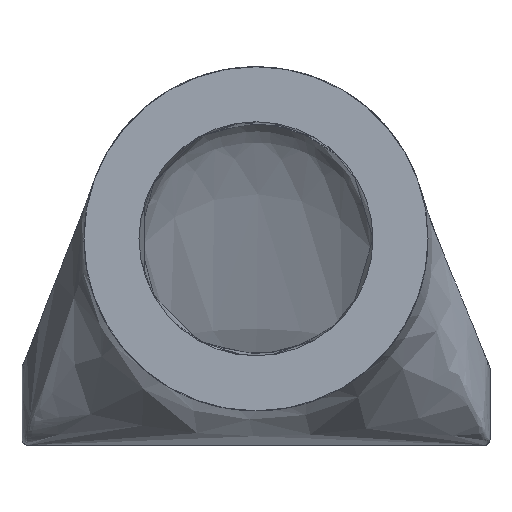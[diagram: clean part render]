
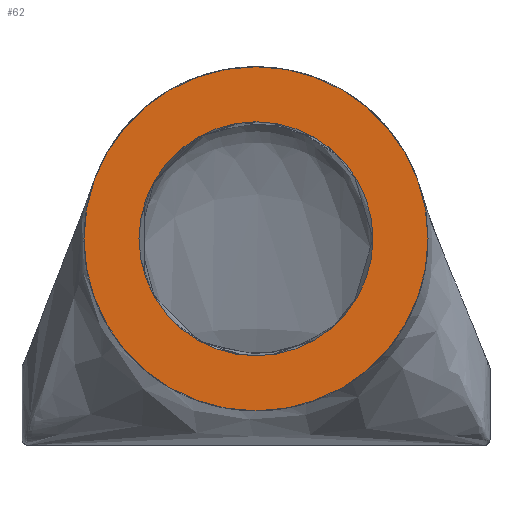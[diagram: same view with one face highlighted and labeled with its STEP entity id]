
A CAD part, front view. The second image highlights one B-rep face of the part: STEP entity #62.
In plain terms, the highlighted planar face has unit normal (0, -1, 0).
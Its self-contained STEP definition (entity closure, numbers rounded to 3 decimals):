
#62 = ADVANCED_FACE( '', ( #135, #136 ), #137, .F. );
#135 = FACE_BOUND( '', #504, .T. );
#136 = FACE_OUTER_BOUND( '', #505, .T. );
#137 = PLANE( '', #506 );
#504 = EDGE_LOOP( '', ( #1669 ) );
#505 = EDGE_LOOP( '', ( #1670 ) );
#506 = AXIS2_PLACEMENT_3D( '', #1671, #1672, #1673 );
#1669 = ORIENTED_EDGE( '', *, *, #1850, .T. );
#1670 = ORIENTED_EDGE( '', *, *, #1830, .F. );
#1671 = CARTESIAN_POINT( '', ( 0., 0., 0. ) );
#1672 = DIRECTION( '', ( 0., 1., 0. ) );
#1673 = DIRECTION( '', ( 0., 0., 1. ) );
#1830 = EDGE_CURVE( '', #1935, #1935, #1936, .T. );
#1850 = EDGE_CURVE( '', #1971, #1971, #1972, .T. );
#1935 = VERTEX_POINT( '', #2120 );
#1936 = CIRCLE( '', #2121, 6.25 );
#1971 = VERTEX_POINT( '', #2245 );
#1972 = CIRCLE( '', #2246, 4.25 );
#2120 = CARTESIAN_POINT( '', ( 6.25, 0., 0. ) );
#2121 = AXIS2_PLACEMENT_3D( '', #2595, #2596, #2597 );
#2245 = CARTESIAN_POINT( '', ( 4.25, 0., 0. ) );
#2246 = AXIS2_PLACEMENT_3D( '', #2604, #2605, #2606 );
#2595 = CARTESIAN_POINT( '', ( 0., 0., 0. ) );
#2596 = DIRECTION( '', ( 0., 1., 0. ) );
#2597 = DIRECTION( '', ( 1., 0., 0. ) );
#2604 = CARTESIAN_POINT( '', ( 0., 0., 0. ) );
#2605 = DIRECTION( '', ( 0., 1., 0. ) );
#2606 = DIRECTION( '', ( 1., 0., 0. ) );
